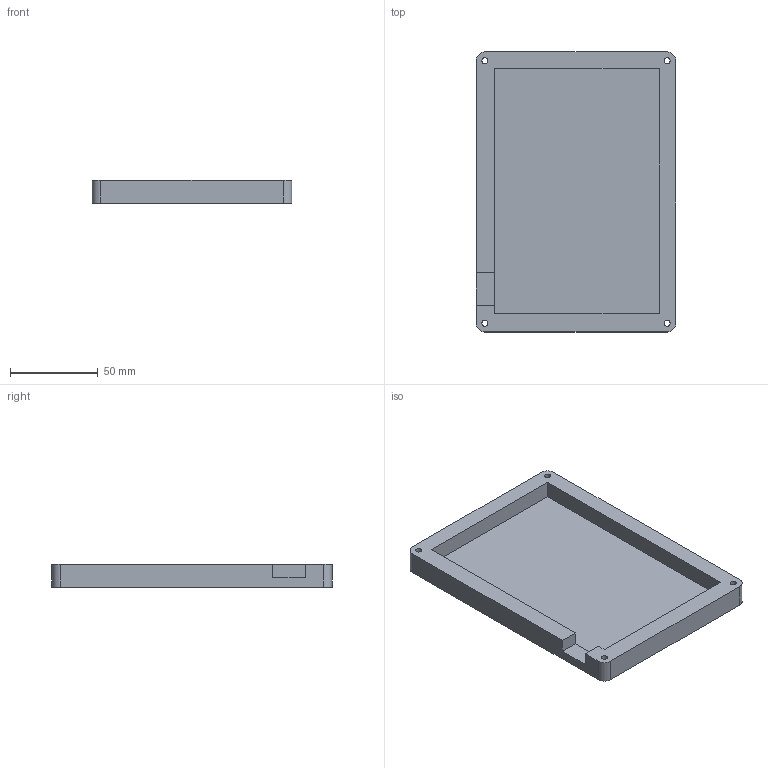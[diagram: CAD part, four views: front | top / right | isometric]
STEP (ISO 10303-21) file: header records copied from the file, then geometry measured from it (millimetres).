
FILE_DESCRIPTION(/* description */ ('','CAx-IF Rec.Pracs.---Representation and Presentation of Product Manufacturing Information (PMI)---4.0---2014-10-13'),/* implementation_level */ '2;1');
FILE_NAME(/* name */ 'BooHackPadCase.step',/* time_stamp */ '2025-02-19T22:37:56-05:00',/* author */ (''),/* organization */ (''),/* preprocessor_version */ 'ST-DEVELOPER v20',/* originating_system */ 'Autodesk Translation Framework v13.20.0.188',/* authorisation */ '');
FILE_SCHEMA (('AP242_MANAGED_MODEL_BASED_3D_ENGINEERING_MIM_LF { 1 0 10303 442 1 1 4 }'));
Length unit declared in the file: millimetre
Products named in the file (1): Untitled
Bounding box: 113.98 x 159.7 x 13.2 mm (x, y, z)
Volume: 102913.1 mm3; surface area: 48569.2 mm2
Topology: 1 solids, 1 shells, 485 faces, 1359 edges, 906 vertices
Faces by surface type: bspline 305, plane 168, cylinder 12
Full cylindrical faces by diameter (mm): 3.4 x4, 6 x4
Entity records: 18396 total; most frequent: CARTESIAN_POINT 7936, ORIENTED_EDGE 2718, EDGE_CURVE 1359, DIRECTION 1135, VERTEX_POINT 906, LINE 725, VECTOR 725, B_SPLINE_CURVE_WITH_KNOTS 610
